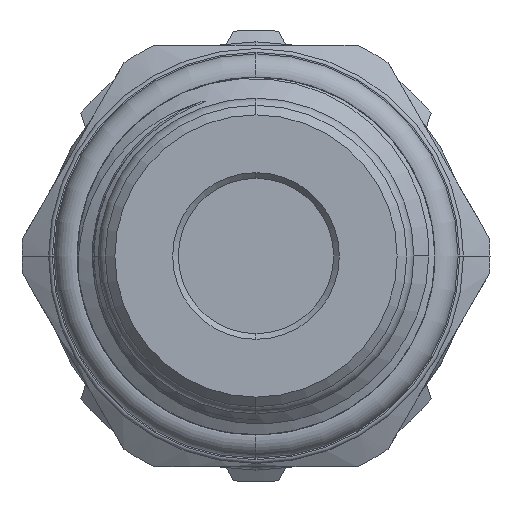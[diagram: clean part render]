
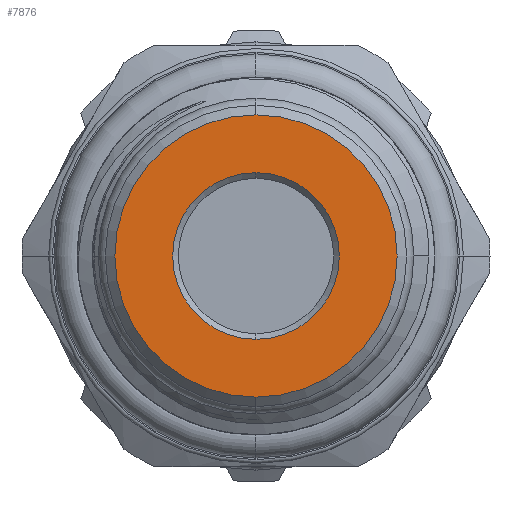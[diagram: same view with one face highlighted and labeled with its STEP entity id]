
A CAD part, left-side view. The second image highlights one B-rep face of the part: STEP entity #7876.
In plain terms, the highlighted planar face has unit normal (-1, 0, 0).
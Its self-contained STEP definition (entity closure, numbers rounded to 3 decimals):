
#81 = DIRECTION ( 'NONE',  ( 0., 0., -1. ) ) ;
#181 = AXIS2_PLACEMENT_3D ( 'NONE', #6689, #2538, #3924 ) ;
#198 = CIRCLE ( 'NONE', #7116, 7.435 ) ;
#268 = DIRECTION ( 'NONE',  ( 0., 0., -1. ) ) ;
#316 = DIRECTION ( 'NONE',  ( -1., 0., 0. ) ) ;
#354 = CARTESIAN_POINT ( 'NONE',  ( 0., 0., 4.39 ) ) ;
#962 = DIRECTION ( 'NONE',  ( 0., 0., -1. ) ) ;
#1112 = CIRCLE ( 'NONE', #181, 4.39 ) ;
#1609 = EDGE_LOOP ( 'NONE', ( #7773, #1668 ) ) ;
#1639 = DIRECTION ( 'NONE',  ( 1., 0., 0. ) ) ;
#1668 = ORIENTED_EDGE ( 'NONE', *, *, #5428, .T. ) ;
#1818 = VERTEX_POINT ( 'NONE', #2163 ) ;
#1979 = AXIS2_PLACEMENT_3D ( 'NONE', #6209, #7646, #8285 ) ;
#2052 = EDGE_CURVE ( 'NONE', #4108, #4120, #1112, .T. ) ;
#2163 = CARTESIAN_POINT ( 'NONE',  ( 0., 0., -7.435 ) ) ;
#2538 = DIRECTION ( 'NONE',  ( 1., 0., 0. ) ) ;
#2718 = CARTESIAN_POINT ( 'NONE',  ( 0., 0., 7.435 ) ) ;
#3729 = PLANE ( 'NONE',  #7873 ) ;
#3924 = DIRECTION ( 'NONE',  ( 0., 0., -1. ) ) ;
#4108 = VERTEX_POINT ( 'NONE', #354 ) ;
#4120 = VERTEX_POINT ( 'NONE', #5974 ) ;
#4265 = ORIENTED_EDGE ( 'NONE', *, *, #2052, .T. ) ;
#4628 = EDGE_LOOP ( 'NONE', ( #4265, #5102 ) ) ;
#4764 = CIRCLE ( 'NONE', #5742, 4.39 ) ;
#4911 = EDGE_CURVE ( 'NONE', #4120, #4108, #4764, .T. ) ;
#5102 = ORIENTED_EDGE ( 'NONE', *, *, #4911, .T. ) ;
#5166 = CARTESIAN_POINT ( 'NONE',  ( 0., 0., 0. ) ) ;
#5428 = EDGE_CURVE ( 'NONE', #6758, #1818, #7486, .T. ) ;
#5463 = FACE_BOUND ( 'NONE', #4628, .T. ) ;
#5607 = DIRECTION ( 'NONE',  ( 1., 0., 0. ) ) ;
#5704 = EDGE_CURVE ( 'NONE', #1818, #6758, #198, .T. ) ;
#5742 = AXIS2_PLACEMENT_3D ( 'NONE', #8378, #5607, #81 ) ;
#5974 = CARTESIAN_POINT ( 'NONE',  ( 0., 0., -4.39 ) ) ;
#6209 = CARTESIAN_POINT ( 'NONE',  ( 0., 0., 0. ) ) ;
#6689 = CARTESIAN_POINT ( 'NONE',  ( 0., 0., 0. ) ) ;
#6758 = VERTEX_POINT ( 'NONE', #2718 ) ;
#7116 = AXIS2_PLACEMENT_3D ( 'NONE', #8613, #316, #962 ) ;
#7486 = CIRCLE ( 'NONE', #1979, 7.435 ) ;
#7646 = DIRECTION ( 'NONE',  ( -1., 0., 0. ) ) ;
#7773 = ORIENTED_EDGE ( 'NONE', *, *, #5704, .T. ) ;
#7873 = AXIS2_PLACEMENT_3D ( 'NONE', #5166, #1639, #268 ) ;
#7876 = ADVANCED_FACE ( 'NONE', ( #5463, #8839 ), #3729, .F. ) ;
#8285 = DIRECTION ( 'NONE',  ( 0., 0., -1. ) ) ;
#8378 = CARTESIAN_POINT ( 'NONE',  ( 0., 0., 0. ) ) ;
#8613 = CARTESIAN_POINT ( 'NONE',  ( 0., 0., 0. ) ) ;
#8839 = FACE_OUTER_BOUND ( 'NONE', #1609, .T. ) ;
